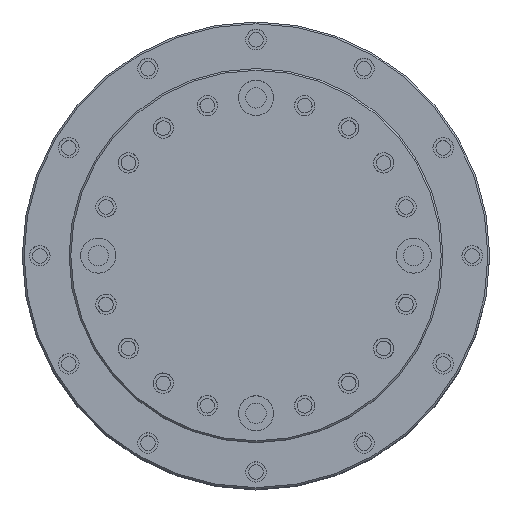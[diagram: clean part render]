
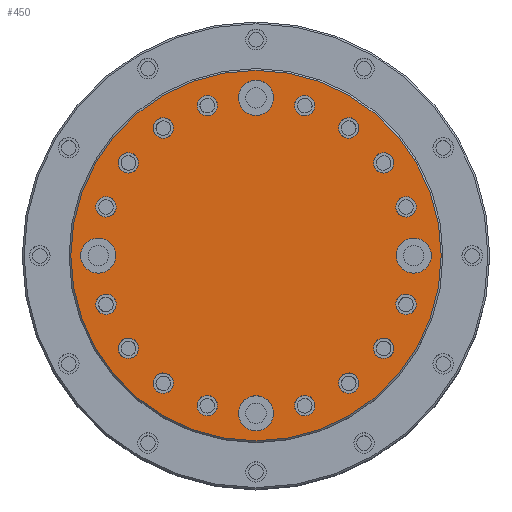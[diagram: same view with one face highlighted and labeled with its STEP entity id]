
A CAD part, top view. The second image highlights one B-rep face of the part: STEP entity #450.
In plain terms, the highlighted face is planar.
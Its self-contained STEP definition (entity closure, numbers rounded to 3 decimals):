
#308=PLANE('',#2567);
#450=ADVANCED_FACE('',(#817,#818,#819,#820,#821,#822,#823,#824,#825,#826,
#827,#828,#829,#830,#831,#832,#833,#834,#835,#836,#837),#308,.F.);
#817=FACE_BOUND('',#1200,.T.);
#818=FACE_BOUND('',#1201,.T.);
#819=FACE_BOUND('',#1202,.T.);
#820=FACE_BOUND('',#1203,.T.);
#821=FACE_BOUND('',#1204,.T.);
#822=FACE_BOUND('',#1205,.T.);
#823=FACE_BOUND('',#1206,.T.);
#824=FACE_BOUND('',#1207,.T.);
#825=FACE_BOUND('',#1208,.T.);
#826=FACE_BOUND('',#1209,.T.);
#827=FACE_BOUND('',#1210,.T.);
#828=FACE_BOUND('',#1211,.T.);
#829=FACE_BOUND('',#1212,.T.);
#830=FACE_BOUND('',#1213,.T.);
#831=FACE_BOUND('',#1214,.T.);
#832=FACE_BOUND('',#1215,.T.);
#833=FACE_BOUND('',#1216,.T.);
#834=FACE_BOUND('',#1217,.T.);
#835=FACE_BOUND('',#1218,.T.);
#836=FACE_BOUND('',#1219,.T.);
#837=FACE_BOUND('',#1220,.T.);
#1200=EDGE_LOOP('',(#1584));
#1201=EDGE_LOOP('',(#1585));
#1202=EDGE_LOOP('',(#1586));
#1203=EDGE_LOOP('',(#1587));
#1204=EDGE_LOOP('',(#1588));
#1205=EDGE_LOOP('',(#1589));
#1206=EDGE_LOOP('',(#1590));
#1207=EDGE_LOOP('',(#1591));
#1208=EDGE_LOOP('',(#1592));
#1209=EDGE_LOOP('',(#1593));
#1210=EDGE_LOOP('',(#1594));
#1211=EDGE_LOOP('',(#1595));
#1212=EDGE_LOOP('',(#1596));
#1213=EDGE_LOOP('',(#1597));
#1214=EDGE_LOOP('',(#1598));
#1215=EDGE_LOOP('',(#1599));
#1216=EDGE_LOOP('',(#1600));
#1217=EDGE_LOOP('',(#1601));
#1218=EDGE_LOOP('',(#1602));
#1219=EDGE_LOOP('',(#1603));
#1220=EDGE_LOOP('',(#1604));
#1584=ORIENTED_EDGE('',*,*,#2029,.F.);
#1585=ORIENTED_EDGE('',*,*,#2030,.F.);
#1586=ORIENTED_EDGE('',*,*,#2031,.F.);
#1587=ORIENTED_EDGE('',*,*,#2032,.F.);
#1588=ORIENTED_EDGE('',*,*,#2033,.F.);
#1589=ORIENTED_EDGE('',*,*,#2034,.F.);
#1590=ORIENTED_EDGE('',*,*,#2035,.F.);
#1591=ORIENTED_EDGE('',*,*,#2036,.F.);
#1592=ORIENTED_EDGE('',*,*,#2037,.F.);
#1593=ORIENTED_EDGE('',*,*,#2038,.F.);
#1594=ORIENTED_EDGE('',*,*,#2039,.F.);
#1595=ORIENTED_EDGE('',*,*,#2040,.F.);
#1596=ORIENTED_EDGE('',*,*,#2041,.F.);
#1597=ORIENTED_EDGE('',*,*,#2042,.F.);
#1598=ORIENTED_EDGE('',*,*,#2043,.F.);
#1599=ORIENTED_EDGE('',*,*,#2044,.F.);
#1600=ORIENTED_EDGE('',*,*,#2045,.F.);
#1601=ORIENTED_EDGE('',*,*,#2046,.F.);
#1602=ORIENTED_EDGE('',*,*,#2047,.F.);
#1603=ORIENTED_EDGE('',*,*,#2048,.F.);
#1604=ORIENTED_EDGE('',*,*,#2049,.T.);
#1837=VERTEX_POINT('',#3782);
#1838=VERTEX_POINT('',#3784);
#1839=VERTEX_POINT('',#3786);
#1840=VERTEX_POINT('',#3788);
#1841=VERTEX_POINT('',#3790);
#1842=VERTEX_POINT('',#3792);
#1843=VERTEX_POINT('',#3794);
#1844=VERTEX_POINT('',#3796);
#1845=VERTEX_POINT('',#3798);
#1846=VERTEX_POINT('',#3800);
#1847=VERTEX_POINT('',#3802);
#1848=VERTEX_POINT('',#3804);
#1849=VERTEX_POINT('',#3806);
#1850=VERTEX_POINT('',#3808);
#1851=VERTEX_POINT('',#3810);
#1852=VERTEX_POINT('',#3812);
#1853=VERTEX_POINT('',#3814);
#1854=VERTEX_POINT('',#3816);
#1855=VERTEX_POINT('',#3818);
#1856=VERTEX_POINT('',#3820);
#1857=VERTEX_POINT('',#3822);
#2029=EDGE_CURVE('',#1837,#1837,#2221,.T.);
#2030=EDGE_CURVE('',#1838,#1838,#2222,.T.);
#2031=EDGE_CURVE('',#1839,#1839,#2223,.T.);
#2032=EDGE_CURVE('',#1840,#1840,#2224,.T.);
#2033=EDGE_CURVE('',#1841,#1841,#2225,.T.);
#2034=EDGE_CURVE('',#1842,#1842,#2226,.T.);
#2035=EDGE_CURVE('',#1843,#1843,#2227,.T.);
#2036=EDGE_CURVE('',#1844,#1844,#2228,.T.);
#2037=EDGE_CURVE('',#1845,#1845,#2229,.T.);
#2038=EDGE_CURVE('',#1846,#1846,#2230,.T.);
#2039=EDGE_CURVE('',#1847,#1847,#2231,.T.);
#2040=EDGE_CURVE('',#1848,#1848,#2232,.T.);
#2041=EDGE_CURVE('',#1849,#1849,#2233,.T.);
#2042=EDGE_CURVE('',#1850,#1850,#2234,.T.);
#2043=EDGE_CURVE('',#1851,#1851,#2235,.T.);
#2044=EDGE_CURVE('',#1852,#1852,#2236,.T.);
#2045=EDGE_CURVE('',#1853,#1853,#2237,.T.);
#2046=EDGE_CURVE('',#1854,#1854,#2238,.T.);
#2047=EDGE_CURVE('',#1855,#1855,#2239,.T.);
#2048=EDGE_CURVE('',#1856,#1856,#2240,.T.);
#2049=EDGE_CURVE('',#1857,#1857,#2241,.T.);
#2221=CIRCLE('',#2546,1.75);
#2222=CIRCLE('',#2547,1.75);
#2223=CIRCLE('',#2548,1.75);
#2224=CIRCLE('',#2549,1.75);
#2225=CIRCLE('',#2550,1.75);
#2226=CIRCLE('',#2551,1.75);
#2227=CIRCLE('',#2552,1.75);
#2228=CIRCLE('',#2553,1.75);
#2229=CIRCLE('',#2554,1.75);
#2230=CIRCLE('',#2555,1.75);
#2231=CIRCLE('',#2556,1.75);
#2232=CIRCLE('',#2557,1.75);
#2233=CIRCLE('',#2558,1.75);
#2234=CIRCLE('',#2559,1.75);
#2235=CIRCLE('',#2560,1.75);
#2236=CIRCLE('',#2561,1.75);
#2237=CIRCLE('',#2562,3.);
#2238=CIRCLE('',#2563,3.);
#2239=CIRCLE('',#2564,3.);
#2240=CIRCLE('',#2565,3.);
#2241=CIRCLE('',#2566,31.7);
#2546=AXIS2_PLACEMENT_3D('',#3781,#3178,#3179);
#2547=AXIS2_PLACEMENT_3D('',#3783,#3180,#3181);
#2548=AXIS2_PLACEMENT_3D('',#3785,#3182,#3183);
#2549=AXIS2_PLACEMENT_3D('',#3787,#3184,#3185);
#2550=AXIS2_PLACEMENT_3D('',#3789,#3186,#3187);
#2551=AXIS2_PLACEMENT_3D('',#3791,#3188,#3189);
#2552=AXIS2_PLACEMENT_3D('',#3793,#3190,#3191);
#2553=AXIS2_PLACEMENT_3D('',#3795,#3192,#3193);
#2554=AXIS2_PLACEMENT_3D('',#3797,#3194,#3195);
#2555=AXIS2_PLACEMENT_3D('',#3799,#3196,#3197);
#2556=AXIS2_PLACEMENT_3D('',#3801,#3198,#3199);
#2557=AXIS2_PLACEMENT_3D('',#3803,#3200,#3201);
#2558=AXIS2_PLACEMENT_3D('',#3805,#3202,#3203);
#2559=AXIS2_PLACEMENT_3D('',#3807,#3204,#3205);
#2560=AXIS2_PLACEMENT_3D('',#3809,#3206,#3207);
#2561=AXIS2_PLACEMENT_3D('',#3811,#3208,#3209);
#2562=AXIS2_PLACEMENT_3D('',#3813,#3210,#3211);
#2563=AXIS2_PLACEMENT_3D('',#3815,#3212,#3213);
#2564=AXIS2_PLACEMENT_3D('',#3817,#3214,#3215);
#2565=AXIS2_PLACEMENT_3D('',#3819,#3216,#3217);
#2566=AXIS2_PLACEMENT_3D('',#3821,#3218,#3219);
#2567=AXIS2_PLACEMENT_3D('',#3823,#3220,#3221);
#3178=DIRECTION('',(0.,0.,-1.));
#3179=DIRECTION('',(0.951,-0.309,0.));
#3180=DIRECTION('',(0.,0.,-1.));
#3181=DIRECTION('',(0.809,-0.588,0.));
#3182=DIRECTION('',(0.,0.,-1.));
#3183=DIRECTION('',(0.588,-0.809,0.));
#3184=DIRECTION('',(0.,0.,-1.));
#3185=DIRECTION('',(0.309,-0.951,0.));
#3186=DIRECTION('',(0.,0.,-1.));
#3187=DIRECTION('',(-0.309,-0.951,0.));
#3188=DIRECTION('',(0.,0.,-1.));
#3189=DIRECTION('',(-0.588,-0.809,0.));
#3190=DIRECTION('',(0.,0.,-1.));
#3191=DIRECTION('',(-0.809,-0.588,0.));
#3192=DIRECTION('',(0.,0.,-1.));
#3193=DIRECTION('',(-0.951,-0.309,0.));
#3194=DIRECTION('',(0.,0.,-1.));
#3195=DIRECTION('',(-0.951,0.309,0.));
#3196=DIRECTION('',(0.,0.,-1.));
#3197=DIRECTION('',(-0.809,0.588,0.));
#3198=DIRECTION('',(0.,0.,-1.));
#3199=DIRECTION('',(-0.588,0.809,0.));
#3200=DIRECTION('',(0.,0.,-1.));
#3201=DIRECTION('',(-0.309,0.951,0.));
#3202=DIRECTION('',(0.,0.,-1.));
#3203=DIRECTION('',(0.309,0.951,0.));
#3204=DIRECTION('',(0.,0.,-1.));
#3205=DIRECTION('',(0.588,0.809,0.));
#3206=DIRECTION('',(0.,0.,-1.));
#3207=DIRECTION('',(0.809,0.588,0.));
#3208=DIRECTION('',(0.,0.,-1.));
#3209=DIRECTION('',(0.951,0.309,0.));
#3210=DIRECTION('',(0.,0.,-1.));
#3211=DIRECTION('',(1.,0.,0.));
#3212=DIRECTION('',(0.,0.,-1.));
#3213=DIRECTION('',(0.,-1.,0.));
#3214=DIRECTION('',(0.,0.,-1.));
#3215=DIRECTION('',(-1.,0.,0.));
#3216=DIRECTION('',(0.,0.,-1.));
#3217=DIRECTION('',(0.,1.,0.));
#3218=DIRECTION('',(0.,0.,-1.));
#3219=DIRECTION('',(1.,0.,0.));
#3220=DIRECTION('',(0.,0.,1.));
#3221=DIRECTION('',(-1.,0.,0.));
#3781=CARTESIAN_POINT('',(-25.679,8.343,3.));
#3782=CARTESIAN_POINT('',(-24.014,7.803,3.));
#3783=CARTESIAN_POINT('',(-21.843,15.87,3.));
#3784=CARTESIAN_POINT('',(-20.428,14.842,3.));
#3785=CARTESIAN_POINT('',(-15.87,21.843,3.));
#3786=CARTESIAN_POINT('',(-14.842,20.428,3.));
#3787=CARTESIAN_POINT('',(-8.343,25.679,3.));
#3788=CARTESIAN_POINT('',(-7.803,24.014,3.));
#3789=CARTESIAN_POINT('',(8.343,25.679,3.));
#3790=CARTESIAN_POINT('',(7.803,24.014,3.));
#3791=CARTESIAN_POINT('',(15.87,21.843,3.));
#3792=CARTESIAN_POINT('',(14.842,20.428,3.));
#3793=CARTESIAN_POINT('',(21.843,15.87,3.));
#3794=CARTESIAN_POINT('',(20.428,14.842,3.));
#3795=CARTESIAN_POINT('',(25.679,8.343,3.));
#3796=CARTESIAN_POINT('',(24.014,7.803,3.));
#3797=CARTESIAN_POINT('',(25.679,-8.343,3.));
#3798=CARTESIAN_POINT('',(24.014,-7.803,3.));
#3799=CARTESIAN_POINT('',(21.843,-15.87,3.));
#3800=CARTESIAN_POINT('',(20.428,-14.842,3.));
#3801=CARTESIAN_POINT('',(15.87,-21.843,3.));
#3802=CARTESIAN_POINT('',(14.842,-20.428,3.));
#3803=CARTESIAN_POINT('',(8.343,-25.679,3.));
#3804=CARTESIAN_POINT('',(7.803,-24.014,3.));
#3805=CARTESIAN_POINT('',(-8.343,-25.679,3.));
#3806=CARTESIAN_POINT('',(-7.803,-24.014,3.));
#3807=CARTESIAN_POINT('',(-15.87,-21.843,3.));
#3808=CARTESIAN_POINT('',(-14.842,-20.428,3.));
#3809=CARTESIAN_POINT('',(-21.843,-15.87,3.));
#3810=CARTESIAN_POINT('',(-20.428,-14.842,3.));
#3811=CARTESIAN_POINT('',(-25.679,-8.343,3.));
#3812=CARTESIAN_POINT('',(-24.014,-7.803,3.));
#3813=CARTESIAN_POINT('',(0.,-27.,3.));
#3814=CARTESIAN_POINT('',(3.,-27.,3.));
#3815=CARTESIAN_POINT('',(-27.,0.,3.));
#3816=CARTESIAN_POINT('',(-27.,-3.,3.));
#3817=CARTESIAN_POINT('',(0.,27.,3.));
#3818=CARTESIAN_POINT('',(-3.,27.,3.));
#3819=CARTESIAN_POINT('',(27.,0.,3.));
#3820=CARTESIAN_POINT('',(27.,3.,3.));
#3821=CARTESIAN_POINT('',(0.,0.,3.));
#3822=CARTESIAN_POINT('',(31.7,0.,3.));
#3823=CARTESIAN_POINT('',(0.,0.,3.));
